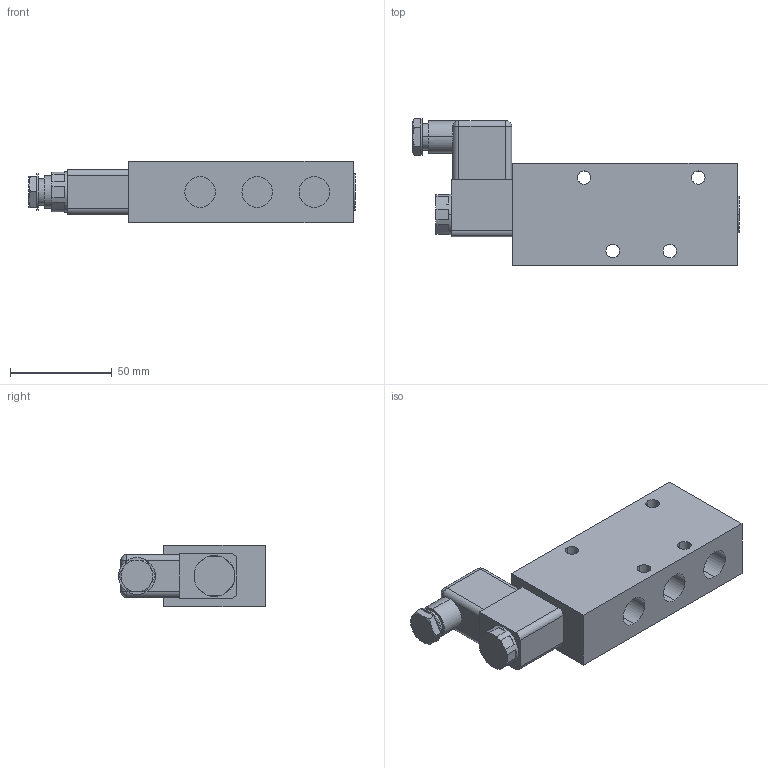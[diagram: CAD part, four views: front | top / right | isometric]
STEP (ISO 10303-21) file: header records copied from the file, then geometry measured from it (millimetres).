
FILE_DESCRIPTION (( 'STEP AP203' ), '1' );
FILE_NAME ('MH.510.101.STEP', '2018-11-21T15:00:19', ( '' ), ( '' ), 'SwSTEP 2.0', 'SolidWorks 2013', '' );
FILE_SCHEMA (( 'CONFIG_CONTROL_DESIGN' ));
Length unit declared in the file: millimetre
Products named in the file (1): MH.510.101
Bounding box: 160 x 72 x 30 mm (x, y, z)
Volume: 190552.8 mm3; surface area: 33457.2 mm2
Topology: 1 solids, 1 shells, 122 faces, 288 edges, 181 vertices
Faces by surface type: plane 66, cylinder 48, cone 4, bspline 4
Entity records: 3694 total; most frequent: CARTESIAN_POINT 748, DIRECTION 627, ORIENTED_EDGE 568, EDGE_CURVE 284, AXIS2_PLACEMENT_3D 240, VERTEX_POINT 181, VECTOR 147, EDGE_LOOP 147
